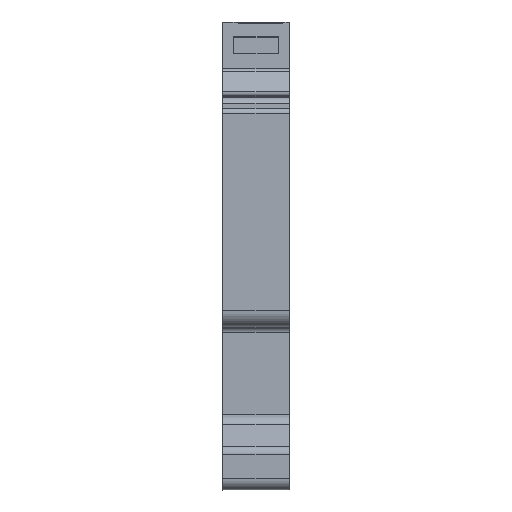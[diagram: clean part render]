
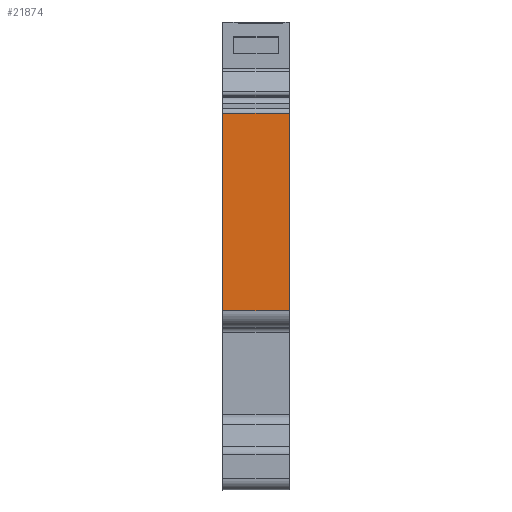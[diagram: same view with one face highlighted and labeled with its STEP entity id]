
A CAD part, left-side view. The second image highlights one B-rep face of the part: STEP entity #21874.
In plain terms, the highlighted planar face has unit normal (-1, 0, 0).
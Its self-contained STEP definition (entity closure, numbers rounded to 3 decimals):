
#504 = DIRECTION ( 'NONE',  ( -1., 0., 0. ) ) ;
#3825 = CARTESIAN_POINT ( 'NONE',  ( -48.15, 0., 28.291 ) ) ;
#4099 = DIRECTION ( 'NONE',  ( 0., 0., -1. ) ) ;
#4356 = CARTESIAN_POINT ( 'NONE',  ( -48.15, 6., 10.6 ) ) ;
#4619 = DIRECTION ( 'NONE',  ( 0., -1., 0. ) ) ;
#5868 = LINE ( 'NONE', #3825, #14154 ) ;
#5931 = DIRECTION ( 'NONE',  ( 0., -1., 0. ) ) ;
#6530 = VECTOR ( 'NONE', #5931, 1000. ) ;
#7601 = VECTOR ( 'NONE', #4619, 1000. ) ;
#7669 = EDGE_CURVE ( 'NONE', #8900, #19989, #26386, .T. ) ;
#8900 = VERTEX_POINT ( 'NONE', #16678 ) ;
#9276 = DIRECTION ( 'NONE',  ( 0., 1., 0. ) ) ;
#9331 = EDGE_CURVE ( 'NONE', #19989, #26032, #11213, .T. ) ;
#9425 = CARTESIAN_POINT ( 'NONE',  ( -48.15, 6., 28.291 ) ) ;
#11213 = LINE ( 'NONE', #4356, #7601 ) ;
#12364 = CARTESIAN_POINT ( 'NONE',  ( -48.15, 6., 28.291 ) ) ;
#12474 = CARTESIAN_POINT ( 'NONE',  ( -48.15, 0., 10.6 ) ) ;
#14154 = VECTOR ( 'NONE', #4099, 1000. ) ;
#14847 = CARTESIAN_POINT ( 'NONE',  ( -48.15, 6., 10.6 ) ) ;
#16297 = PLANE ( 'NONE',  #20221 ) ;
#16678 = CARTESIAN_POINT ( 'NONE',  ( -48.15, 6., 28.291 ) ) ;
#17066 = ORIENTED_EDGE ( 'NONE', *, *, #7669, .T. ) ;
#17363 = LINE ( 'NONE', #12364, #6530 ) ;
#17922 = ORIENTED_EDGE ( 'NONE', *, *, #28392, .F. ) ;
#18228 = VECTOR ( 'NONE', #19285, 1000. ) ;
#19285 = DIRECTION ( 'NONE',  ( 0., 0., -1. ) ) ;
#19989 = VERTEX_POINT ( 'NONE', #14847 ) ;
#20221 = AXIS2_PLACEMENT_3D ( 'NONE', #9425, #504, #9276 ) ;
#21796 = CARTESIAN_POINT ( 'NONE',  ( -48.15, 6., 28.291 ) ) ;
#21874 = ADVANCED_FACE ( 'NONE', ( #25346 ), #16297, .T. ) ;
#21935 = CARTESIAN_POINT ( 'NONE',  ( -48.15, 0., 28.291 ) ) ;
#22952 = ORIENTED_EDGE ( 'NONE', *, *, #9331, .T. ) ;
#24334 = EDGE_CURVE ( 'NONE', #27571, #26032, #5868, .T. ) ;
#24835 = EDGE_LOOP ( 'NONE', ( #26863, #17922, #17066, #22952 ) ) ;
#25346 = FACE_OUTER_BOUND ( 'NONE', #24835, .T. ) ;
#26032 = VERTEX_POINT ( 'NONE', #12474 ) ;
#26386 = LINE ( 'NONE', #21796, #18228 ) ;
#26863 = ORIENTED_EDGE ( 'NONE', *, *, #24334, .F. ) ;
#27571 = VERTEX_POINT ( 'NONE', #21935 ) ;
#28392 = EDGE_CURVE ( 'NONE', #8900, #27571, #17363, .T. ) ;
